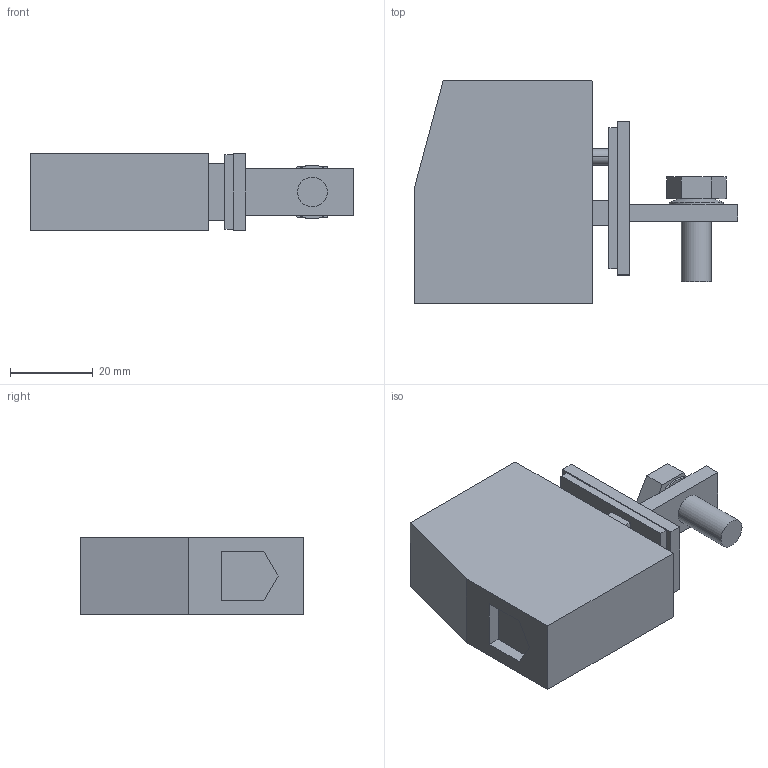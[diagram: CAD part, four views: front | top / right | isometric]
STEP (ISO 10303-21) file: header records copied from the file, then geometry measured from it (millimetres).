
FILE_DESCRIPTION(('SolidDesigner STEP Export'),'2;1');
FILE_NAME('0711218_hdfk_50_vp_z_select.stp','2008-10-22T13:15:46',(''),(''),'OneSpace Designer STEP processor for AP214 (Solid Model)','OneSpace Designer 14.50 18-Oct-2006 (C) CoCreate Software GmbH','');
FILE_SCHEMA(('AUTOMOTIVE_DESIGN { 1 0 10303 214 1 1 1 1 }'));
Length unit declared in the file: millimetre
Products named in the file (2): 0711218_hdfk_50_vp_z_select
Assembly tree (1 placements, depth 2):
  0711218_hdfk_50_vp_z_select
    0711218_hdfk_50_vp_z_select
Bounding box: 78.1 x 54 x 18.8 mm (x, y, z)
Volume: 47232.7 mm3; surface area: 11911.7 mm2
Topology: 1 solids, 1 shells, 78 faces, 195 edges, 128 vertices
Faces by surface type: plane 61, cylinder 15, cone 2
Entity records: 2851 total; most frequent: ORIENTED_EDGE 390, CARTESIAN_POINT 377, DIRECTION 340, EDGE_CURVE 195, VECTOR 158, LINE 158, VERTEX_POINT 128, AXIS2_PLACEMENT_3D 91
